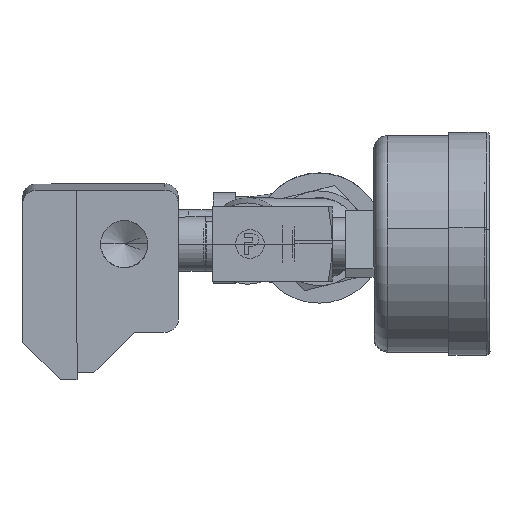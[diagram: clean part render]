
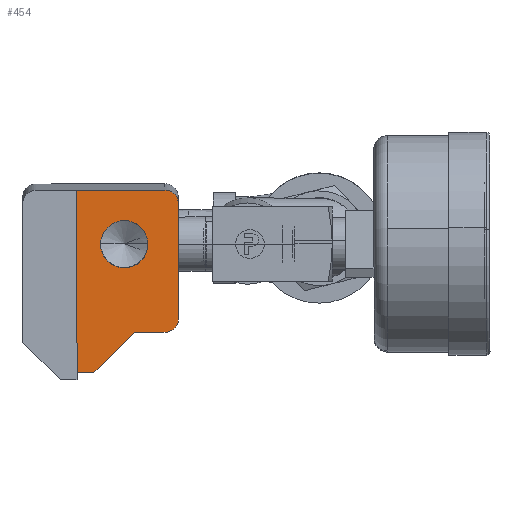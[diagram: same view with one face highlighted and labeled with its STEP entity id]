
A CAD part, top view. The second image highlights one B-rep face of the part: STEP entity #454.
In plain terms, the highlighted planar face has unit normal (0, -0.003, 1).
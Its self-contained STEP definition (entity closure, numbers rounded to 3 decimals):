
#454=ADVANCED_FACE('',(#1535,#1536),#1537,.T.);
#1535=FACE_OUTER_BOUND('',#3625,.T.);
#1536=FACE_BOUND('',#3626,.T.);
#1537=PLANE('',#3627);
#3625=EDGE_LOOP('',(#6545,#6546,#6547,#6548,#6549,#6550,#6551,#6552));
#3626=EDGE_LOOP('',(#6553,#6554));
#3627=AXIS2_PLACEMENT_3D('',#6555,#6556,#6557);
#6545=ORIENTED_EDGE('',*,*,#12614,.F.);
#6546=ORIENTED_EDGE('',*,*,#12632,.F.);
#6547=ORIENTED_EDGE('',*,*,#12629,.F.);
#6548=ORIENTED_EDGE('',*,*,#12569,.F.);
#6549=ORIENTED_EDGE('',*,*,#12627,.F.);
#6550=ORIENTED_EDGE('',*,*,#12624,.F.);
#6551=ORIENTED_EDGE('',*,*,#12621,.F.);
#6552=ORIENTED_EDGE('',*,*,#12618,.F.);
#6553=ORIENTED_EDGE('',*,*,#12562,.T.);
#6554=ORIENTED_EDGE('',*,*,#12553,.T.);
#6555=CARTESIAN_POINT('',(12.273,-6.656,526.245));
#6556=DIRECTION('',(0.,-0.003,1.));
#6557=DIRECTION('',(1.,0.001,0.));
#12553=EDGE_CURVE('',#14889,#14887,#14890,.T.);
#12562=EDGE_CURVE('',#14887,#14889,#14903,.T.);
#12569=EDGE_CURVE('',#14910,#14911,#14912,.T.);
#12614=EDGE_CURVE('',#14959,#14960,#14961,.T.);
#12618=EDGE_CURVE('',#14960,#14967,#14968,.T.);
#12621=EDGE_CURVE('',#14967,#14972,#14973,.T.);
#12624=EDGE_CURVE('',#14972,#14977,#14978,.T.);
#12627=EDGE_CURVE('',#14977,#14910,#14982,.T.);
#12629=EDGE_CURVE('',#14911,#14984,#14985,.T.);
#12632=EDGE_CURVE('',#14984,#14959,#14989,.T.);
#14887=VERTEX_POINT('',#18708);
#14889=VERTEX_POINT('',#18711);
#14890=CIRCLE('',#18712,5.556);
#14903=CIRCLE('',#18729,5.556);
#14910=VERTEX_POINT('',#18736);
#14911=VERTEX_POINT('',#18737);
#14912=LINE('',#18738,#18739);
#14959=VERTEX_POINT('',#18789);
#14960=VERTEX_POINT('',#18790);
#14961=LINE('',#18791,#18792);
#14967=VERTEX_POINT('',#18801);
#14968=LINE('',#18802,#18803);
#14972=VERTEX_POINT('',#18809);
#14973=LINE('',#18810,#18811);
#14977=VERTEX_POINT('',#18817);
#14978=LINE('',#18818,#18819);
#14982=CIRCLE('',#18825,3.175);
#14984=VERTEX_POINT('',#18827);
#14985=CIRCLE('',#18828,3.175);
#14989=LINE('',#18833,#18834);
#18708=CARTESIAN_POINT('',(18.309,0.293,526.267));
#18711=CARTESIAN_POINT('',(7.197,0.281,526.267));
#18712=AXIS2_PLACEMENT_3D('',#25071,#25072,#25073);
#18729=AXIS2_PLACEMENT_3D('',#25090,#25091,#25092);
#18736=CARTESIAN_POINT('',(25.443,9.825,526.296));
#18737=CARTESIAN_POINT('',(25.472,-17.162,526.212));
#18738=CARTESIAN_POINT('',(25.472,-17.162,526.212));
#18739=VECTOR('',#25111,10.0);
#18789=CARTESIAN_POINT('',(15.157,-20.348,526.203));
#18790=CARTESIAN_POINT('',(5.642,-29.883,526.173));
#18791=CARTESIAN_POINT('',(5.642,-29.883,526.173));
#18792=VECTOR('',#25238,10.0);
#18801=CARTESIAN_POINT('',(1.673,-29.888,526.173));
#18802=CARTESIAN_POINT('',(1.673,-29.888,526.173));
#18803=VECTOR('',#25242,10.0);
#18809=CARTESIAN_POINT('',(1.627,12.975,526.306));
#18810=CARTESIAN_POINT('',(1.627,12.975,526.306));
#18811=VECTOR('',#25245,10.0);
#18817=CARTESIAN_POINT('',(22.264,12.997,526.306));
#18818=CARTESIAN_POINT('',(22.264,12.997,526.306));
#18819=VECTOR('',#25248,10.0);
#18825=AXIS2_PLACEMENT_3D('',#25251,#25252,#25253);
#18827=CARTESIAN_POINT('',(22.301,-20.34,526.203));
#18828=AXIS2_PLACEMENT_3D('',#25257,#25258,#25259);
#18833=CARTESIAN_POINT('',(15.157,-20.348,526.203));
#18834=VECTOR('',#25264,10.0);
#25071=CARTESIAN_POINT('',(12.753,0.287,526.267));
#25072=DIRECTION('',(0.,0.003,-1.));
#25073=DIRECTION('',(1.,0.001,0.));
#25090=CARTESIAN_POINT('',(12.753,0.287,526.267));
#25091=DIRECTION('',(0.,0.003,-1.));
#25092=DIRECTION('',(1.,0.001,0.));
#25111=DIRECTION('',(0.001,-1.,-0.003));
#25238=DIRECTION('',(-0.706,-0.708,-0.002));
#25242=DIRECTION('',(-1.,-0.001,0.));
#25245=DIRECTION('',(-0.001,1.,0.003));
#25248=DIRECTION('',(1.,0.001,0.));
#25251=CARTESIAN_POINT('',(22.268,9.822,526.296));
#25252=DIRECTION('',(0.,0.003,-1.));
#25253=DIRECTION('',(1.,0.001,0.));
#25257=CARTESIAN_POINT('',(22.297,-17.165,526.212));
#25258=DIRECTION('',(0.,0.003,-1.));
#25259=DIRECTION('',(0.001,-1.,-0.003));
#25264=DIRECTION('',(-1.,-0.001,0.));
